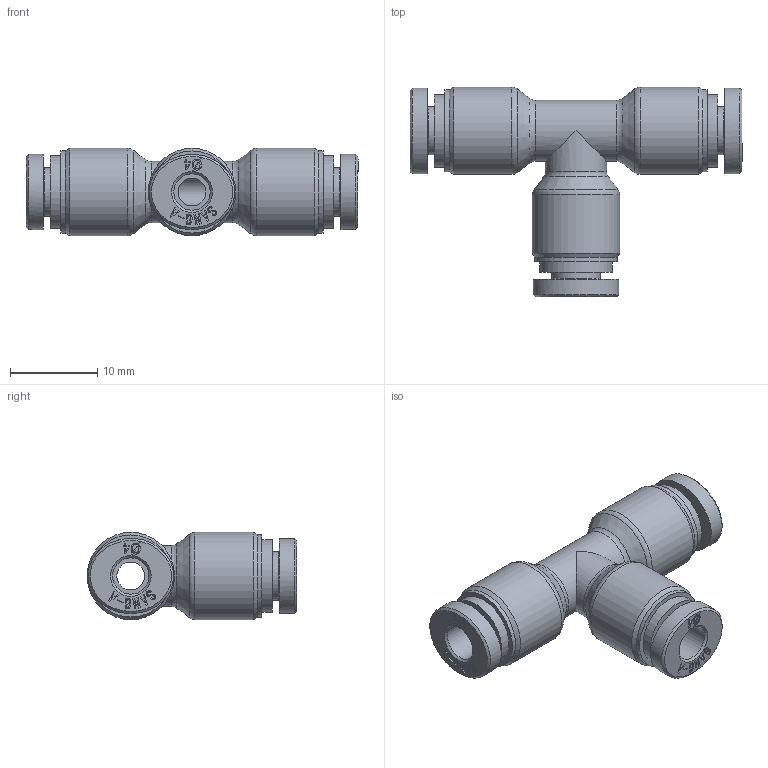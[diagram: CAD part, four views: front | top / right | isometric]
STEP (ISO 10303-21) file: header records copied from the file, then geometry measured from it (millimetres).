
FILE_DESCRIPTION((''),'2;1');
FILE_NAME('F-PUT 04.stp','2020-11-24T17:09:10',('Administrator'),(''),'Autodesk Inventor 2013','Autodesk Inventor 2013','');
FILE_SCHEMA(('CONFIG_CONTROL_DESIGN'));
Length unit declared in the file: millimetre
Products named in the file (3): 조립품6; F-PUT 04 BODY; F-SLEEVE 04(SUS)
Assembly tree (4 placements, depth 2):
  조립품6
    F-PUT 04 BODY
    F-SLEEVE 04(SUS)  x3
Bounding box: 38 x 24 x 10 mm (x, y, z)
Volume: 2609.5 mm3; surface area: 2872.3 mm2
Topology: 4 solids, 4 shells, 472 faces, 1230 edges, 815 vertices
Faces by surface type: plane 279, bspline 153, cylinder 22, cone 12, torus 6
Full cylindrical faces by diameter (mm): 3.2 x2, 4.15 x3, 4.2 x3, 5.5 x3, 7 x2, 8.3 x3, 9.4 x3, 10 x3
Entity records: 5392 total; most frequent: CARTESIAN_POINT 1454, ORIENTED_EDGE 830, DIRECTION 626, EDGE_CURVE 415, VERTEX_POINT 291, VECTOR 272, LINE 272, EDGE_LOOP 234
